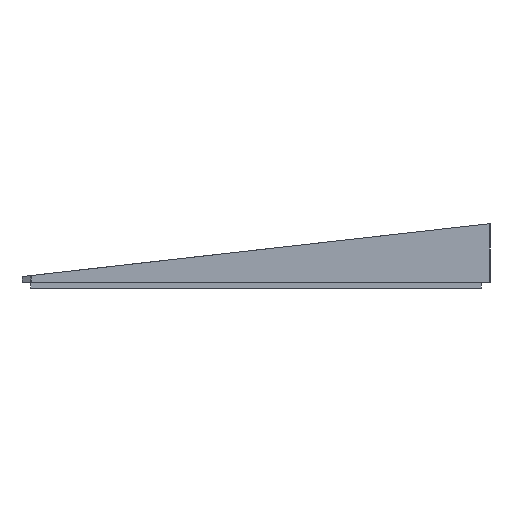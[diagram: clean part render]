
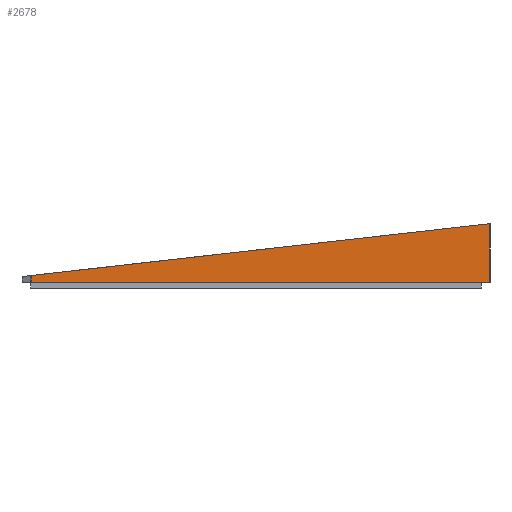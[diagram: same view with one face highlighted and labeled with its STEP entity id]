
A CAD part, left-side view. The second image highlights one B-rep face of the part: STEP entity #2678.
In plain terms, the highlighted planar face has unit normal (-1, 0, 0).
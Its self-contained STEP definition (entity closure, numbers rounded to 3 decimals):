
#108=PLANE('',#2924);
#367=FACE_OUTER_BOUND('',#568,.T.);
#568=EDGE_LOOP('',(#2249,#2250,#2251,#2252));
#755=LINE('',#4209,#1017);
#807=LINE('',#4352,#1069);
#832=LINE('',#4401,#1094);
#888=LINE('',#4530,#1150);
#1017=VECTOR('',#3192,10.);
#1069=VECTOR('',#3310,10.);
#1094=VECTOR('',#3353,10.);
#1150=VECTOR('',#3461,10.);
#1317=VERTEX_POINT('',#4206);
#1318=VERTEX_POINT('',#4208);
#1376=VERTEX_POINT('',#4351);
#1391=VERTEX_POINT('',#4399);
#1576=EDGE_CURVE('',#1317,#1318,#755,.T.);
#1646=EDGE_CURVE('',#1376,#1318,#807,.T.);
#1671=EDGE_CURVE('',#1391,#1317,#832,.T.);
#1734=EDGE_CURVE('',#1376,#1391,#888,.T.);
#2249=ORIENTED_EDGE('',*,*,#1646,.T.);
#2250=ORIENTED_EDGE('',*,*,#1576,.F.);
#2251=ORIENTED_EDGE('',*,*,#1671,.F.);
#2252=ORIENTED_EDGE('',*,*,#1734,.F.);
#2678=ADVANCED_FACE('',(#367),#108,.T.);
#2924=AXIS2_PLACEMENT_3D('',#4529,#3459,#3460);
#3192=DIRECTION('',(0.,0.,-1.));
#3310=DIRECTION('',(0.,-1.,0.));
#3353=DIRECTION('',(0.,-0.994,0.112));
#3459=DIRECTION('center_axis',(-1.,0.,0.));
#3460=DIRECTION('ref_axis',(0.,-1.,0.));
#3461=DIRECTION('',(0.,0.,1.));
#4206=CARTESIAN_POINT('',(-109.48,-7.096,22.04));
#4208=CARTESIAN_POINT('',(-109.48,-7.096,2.));
#4209=CARTESIAN_POINT('',(-109.48,-7.096,7.01));
#4351=CARTESIAN_POINT('',(-109.48,149.252,2.));
#4352=CARTESIAN_POINT('',(-109.48,149.252,2.));
#4399=CARTESIAN_POINT('',(-109.48,149.252,4.382));
#4401=CARTESIAN_POINT('',(-109.48,-6.449,21.967));
#4529=CARTESIAN_POINT('Origin',(-109.48,149.252,2.));
#4530=CARTESIAN_POINT('',(-109.48,149.252,2.));
